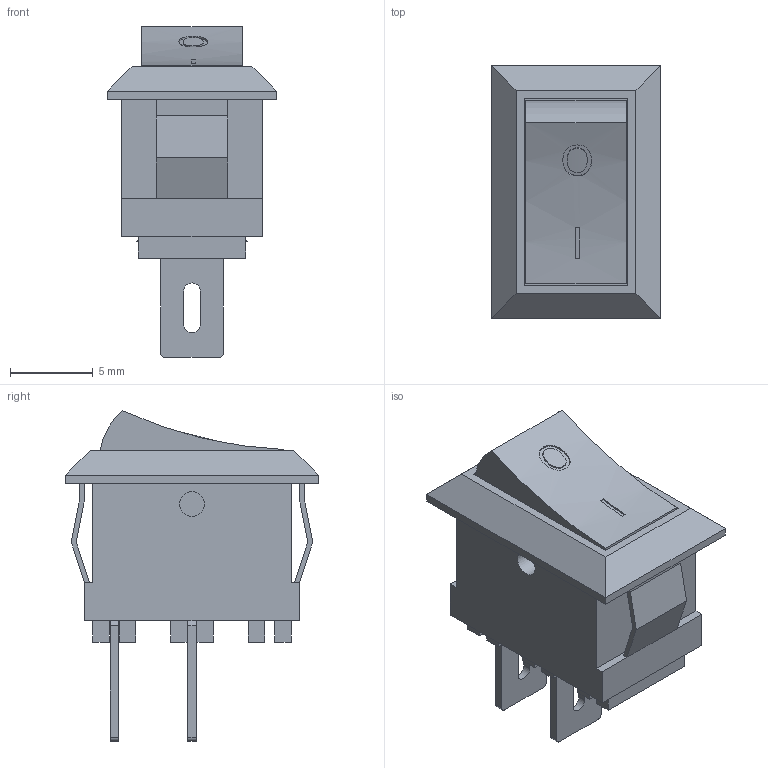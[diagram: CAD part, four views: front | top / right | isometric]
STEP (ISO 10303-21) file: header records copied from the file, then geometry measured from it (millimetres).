
FILE_DESCRIPTION(('FreeCAD Model'),'2;1');
FILE_NAME('Open CASCADE Shape Model','2022-01-23T17:29:35',('Author'),( ''),'Open CASCADE STEP processor 7.5','FreeCAD','Unknown');
FILE_SCHEMA(('AUTOMOTIVE_DESIGN { 1 0 10303 214 1 1 1 1 }'));
Length unit declared in the file: millimetre
Products named in the file (1): KS 10x15
Bounding box: 10.25 x 15.3 x 20 mm (x, y, z)
Volume: 1258.7 mm3; surface area: 1523.8 mm2
Topology: 1 solids, 1 shells, 148 faces, 398 edges, 262 vertices
Faces by surface type: plane 118, extrusion 16, cylinder 14
Full cylindrical faces by diameter (mm): 1.35 x1, 1.5 x2
Entity records: 10700 total; most frequent: CARTESIAN_POINT 2379, DIRECTION 1409, VECTOR 1060, LINE 1044, ORIENTED_EDGE 796, PCURVE 796, DEFINITIONAL_REPRESENTATION 796, EDGE_CURVE 398
